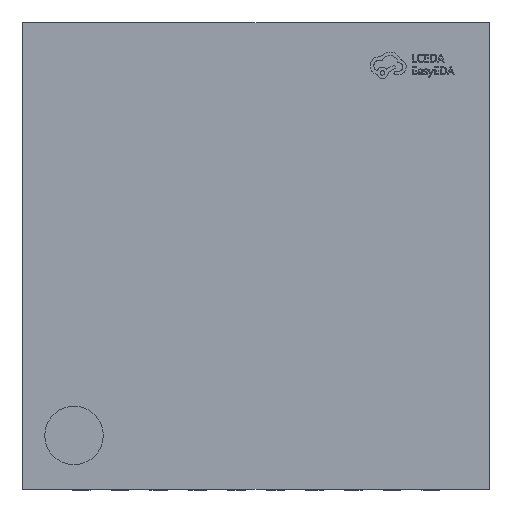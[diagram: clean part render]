
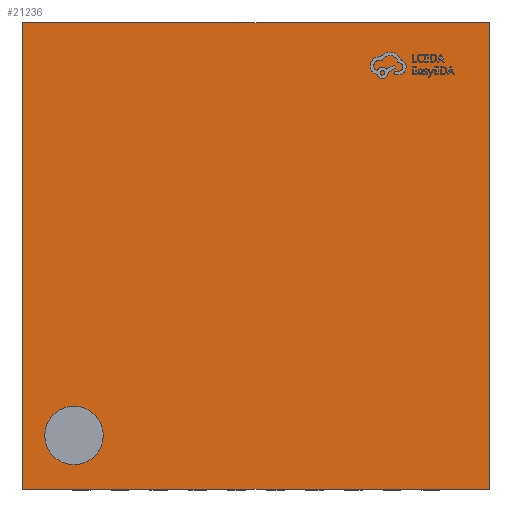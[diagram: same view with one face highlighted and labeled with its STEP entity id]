
A CAD part, top view. The second image highlights one B-rep face of the part: STEP entity #21236.
In plain terms, the highlighted planar face has unit normal (0, 0, 1).
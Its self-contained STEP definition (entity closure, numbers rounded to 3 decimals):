
#95 = CARTESIAN_POINT ( 'NONE',  ( -2.633, -2.569, 0.88 ) ) ;
#259 = EDGE_LOOP ( 'NONE', ( #2397, #4329, #3540, #11106 ) ) ;
#377 = CARTESIAN_POINT ( 'NONE',  ( -2.119, -2.631, 0.88 ) ) ;
#1053 = CARTESIAN_POINT ( 'NONE',  ( -3., 3., 0.88 ) ) ;
#2397 = ORIENTED_EDGE ( 'NONE', *, *, #7891, .T. ) ;
#3386 = EDGE_LOOP ( 'NONE', ( #3809, #19900 ) ) ;
#3540 = ORIENTED_EDGE ( 'NONE', *, *, #25848, .T. ) ;
#3645 = PLANE ( 'NONE',  #7970 ) ;
#3793 = CARTESIAN_POINT ( 'NONE',  ( 3., 3., 0.88 ) ) ;
#3809 = ORIENTED_EDGE ( 'NONE', *, *, #19860, .T. ) ;
#4329 = ORIENTED_EDGE ( 'NONE', *, *, #15312, .T. ) ;
#4600 = LINE ( 'NONE', #1053, #20715 ) ;
#4873 = CARTESIAN_POINT ( 'NONE',  ( -2.716, -2.31, 0.88 ) ) ;
#6096 = CARTESIAN_POINT ( 'NONE',  ( -1.965, -2.249, 0.88 ) ) ;
#6207 = DIRECTION ( 'NONE',  ( 0., 0., 1. ) ) ;
#6371 = CARTESIAN_POINT ( 'NONE',  ( -2.633, -2.051, 0.88 ) ) ;
#6375 = CARTESIAN_POINT ( 'NONE',  ( -2.706, -2.431, 0.88 ) ) ;
#6590 = DIRECTION ( 'NONE',  ( 1., 0., 0. ) ) ;
#6642 = CARTESIAN_POINT ( 'NONE',  ( -2.716, -2.34, 0.88 ) ) ;
#7256 = VERTEX_POINT ( 'NONE', #20521 ) ;
#7299 = EDGE_CURVE ( 'NONE', #7256, #20719, #16939, .T. ) ;
#7718 = VECTOR ( 'NONE', #10431, 1000. ) ;
#7887 = CARTESIAN_POINT ( 'NONE',  ( -2.706, -2.189, 0.88 ) ) ;
#7891 = EDGE_CURVE ( 'NONE', #20719, #16190, #12479, .T. ) ;
#7970 = AXIS2_PLACEMENT_3D ( 'NONE', #13990, #6207, #8261 ) ;
#7988 = VECTOR ( 'NONE', #18236, 1000. ) ;
#8156 = CARTESIAN_POINT ( 'NONE',  ( -2.716, -2.31, 0.88 ) ) ;
#8261 = DIRECTION ( 'NONE',  ( 1., 0., 0. ) ) ;
#8452 = VERTEX_POINT ( 'NONE', #26221 ) ;
#8505 = B_SPLINE_CURVE_WITH_KNOTS ( 'NONE', 3,
 ( #15121, #8976, #14814, #377, #21124, #13036, #95, #6375, #6642, #4873 ),
 .UNSPECIFIED., .F., .F.,
 ( 4, 1, 1, 1, 1, 1, 1, 4 ),
 ( 0., 0.077, 0.154, 0.231, 0.308, 0.385, 0.462, 0.5 ),
 .UNSPECIFIED. ) ;
#8514 = CARTESIAN_POINT ( 'NONE',  ( -3., -3., 0.88 ) ) ;
#8976 = CARTESIAN_POINT ( 'NONE',  ( -1.965, -2.37, 0.88 ) ) ;
#9925 = LINE ( 'NONE', #26441, #7988 ) ;
#10431 = DIRECTION ( 'NONE',  ( 0., 1., 0. ) ) ;
#10575 = CARTESIAN_POINT ( 'NONE',  ( -1.965, -2.31, 0.88 ) ) ;
#10703 = CARTESIAN_POINT ( 'NONE',  ( 3., 3., 0.88 ) ) ;
#11106 = ORIENTED_EDGE ( 'NONE', *, *, #7299, .T. ) ;
#11127 = DIRECTION ( 'NONE',  ( 0., -1., 0. ) ) ;
#12479 = LINE ( 'NONE', #10703, #7718 ) ;
#12915 = VERTEX_POINT ( 'NONE', #25682 ) ;
#13036 = CARTESIAN_POINT ( 'NONE',  ( -2.479, -2.675, 0.88 ) ) ;
#13990 = CARTESIAN_POINT ( 'NONE',  ( 0., 0., 0.88 ) ) ;
#14545 = B_SPLINE_CURVE_WITH_KNOTS ( 'NONE', 3,
 ( #8156, #18369, #7887, #6371, #16460, #23018, #22745, #16335, #6096, #10575 ),
 .UNSPECIFIED., .F., .F.,
 ( 4, 1, 1, 1, 1, 1, 1, 4 ),
 ( 0.5, 0.538, 0.615, 0.692, 0.769, 0.846, 0.923, 1. ),
 .UNSPECIFIED. ) ;
#14814 = CARTESIAN_POINT ( 'NONE',  ( -1.995, -2.491, 0.88 ) ) ;
#15121 = CARTESIAN_POINT ( 'NONE',  ( -1.965, -2.31, 0.88 ) ) ;
#15312 = EDGE_CURVE ( 'NONE', #16190, #12915, #9925, .T. ) ;
#15517 = VECTOR ( 'NONE', #6590, 1000. ) ;
#16190 = VERTEX_POINT ( 'NONE', #3793 ) ;
#16335 = CARTESIAN_POINT ( 'NONE',  ( -1.995, -2.128, 0.88 ) ) ;
#16460 = CARTESIAN_POINT ( 'NONE',  ( -2.479, -1.945, 0.88 ) ) ;
#16939 = LINE ( 'NONE', #8514, #15517 ) ;
#17372 = VERTEX_POINT ( 'NONE', #20114 ) ;
#18236 = DIRECTION ( 'NONE',  ( -1., 0., 0. ) ) ;
#18369 = CARTESIAN_POINT ( 'NONE',  ( -2.716, -2.279, 0.88 ) ) ;
#19860 = EDGE_CURVE ( 'NONE', #8452, #17372, #8505, .T. ) ;
#19900 = ORIENTED_EDGE ( 'NONE', *, *, #23841, .T. ) ;
#20114 = CARTESIAN_POINT ( 'NONE',  ( -2.716, -2.31, 0.88 ) ) ;
#20521 = CARTESIAN_POINT ( 'NONE',  ( -3., -3., 0.88 ) ) ;
#20715 = VECTOR ( 'NONE', #11127, 1000. ) ;
#20719 = VERTEX_POINT ( 'NONE', #25032 ) ;
#21124 = CARTESIAN_POINT ( 'NONE',  ( -2.294, -2.698, 0.88 ) ) ;
#21236 = ADVANCED_FACE ( 'NONE', ( #26833, #24895 ), #3645, .T. ) ;
#22745 = CARTESIAN_POINT ( 'NONE',  ( -2.119, -1.988, 0.88 ) ) ;
#23018 = CARTESIAN_POINT ( 'NONE',  ( -2.294, -1.922, 0.88 ) ) ;
#23841 = EDGE_CURVE ( 'NONE', #17372, #8452, #14545, .T. ) ;
#24895 = FACE_BOUND ( 'NONE', #3386, .T. ) ;
#25032 = CARTESIAN_POINT ( 'NONE',  ( 3., -3., 0.88 ) ) ;
#25682 = CARTESIAN_POINT ( 'NONE',  ( -3., 3., 0.88 ) ) ;
#25848 = EDGE_CURVE ( 'NONE', #12915, #7256, #4600, .T. ) ;
#26221 = CARTESIAN_POINT ( 'NONE',  ( -1.965, -2.31, 0.88 ) ) ;
#26441 = CARTESIAN_POINT ( 'NONE',  ( -3., 3., 0.88 ) ) ;
#26833 = FACE_OUTER_BOUND ( 'NONE', #259, .T. ) ;
